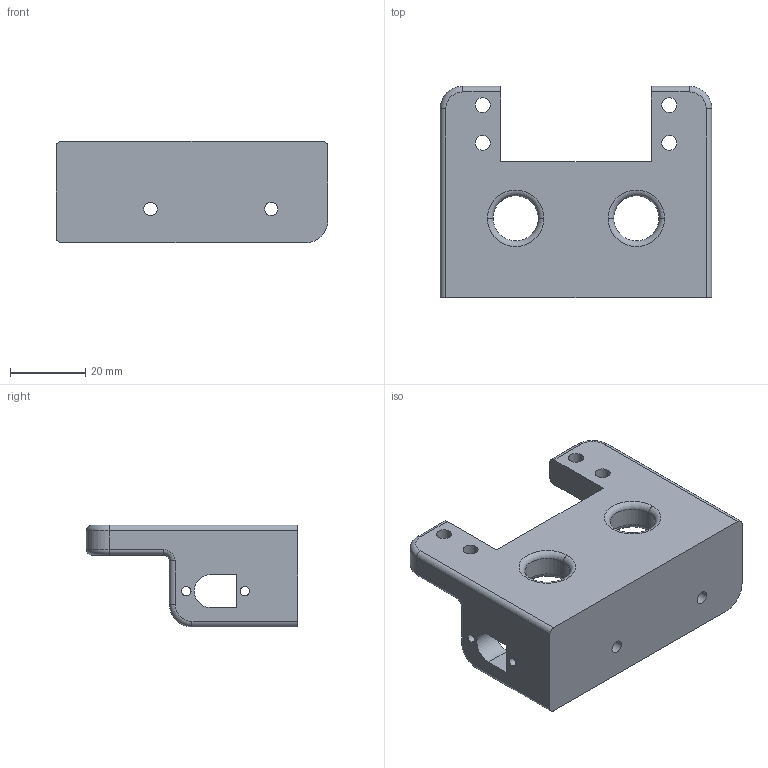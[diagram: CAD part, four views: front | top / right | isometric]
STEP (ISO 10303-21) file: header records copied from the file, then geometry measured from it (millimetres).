
FILE_DESCRIPTION((''),'2;1');
FILE_NAME('SERVO_MOUNT','2021-07-21T17:05:52',('bjgra'),(''),'CREO PARAMETRIC BY PTC INC, 2020281','CREO PARAMETRIC BY PTC INC, 2020281','');
FILE_SCHEMA(('CONFIG_CONTROL_DESIGN'));
Length unit declared in the file: millimetre
Products named in the file (1): SERVO_MOUNT
Bounding box: 72 x 56 x 27 mm (x, y, z)
Volume: 34735.2 mm3; surface area: 13002.8 mm2
Topology: 1 solids, 1 shells, 80 faces, 201 edges, 123 vertices
Faces by surface type: cylinder 43, torus 19, plane 17, sphere 1
Entity records: 2496 total; most frequent: DIRECTION 474, CARTESIAN_POINT 404, ORIENTED_EDGE 402, EDGE_CURVE 201, AXIS2_PLACEMENT_3D 193, VERTEX_POINT 123, CIRCLE 113, EDGE_LOOP 102
